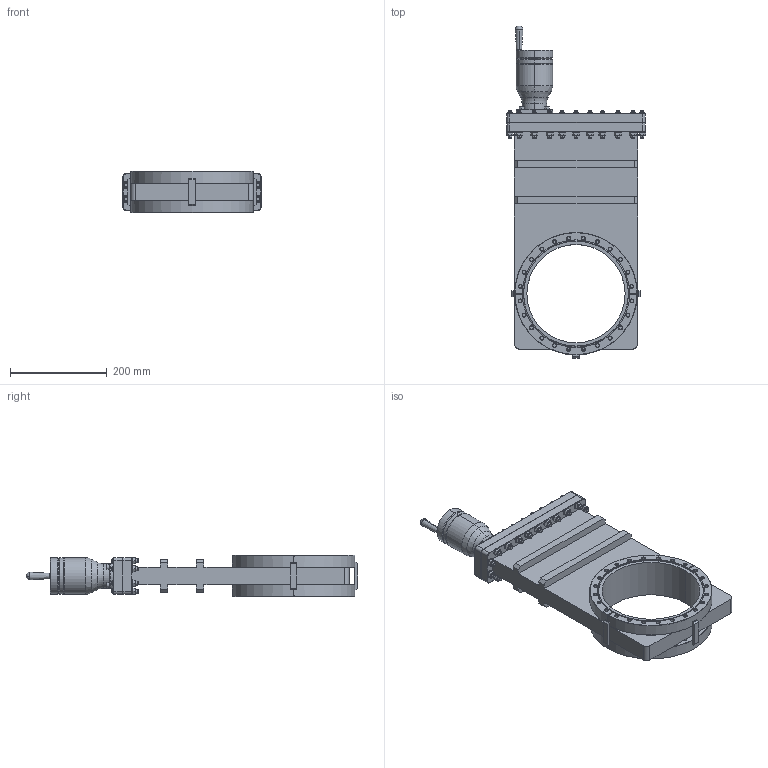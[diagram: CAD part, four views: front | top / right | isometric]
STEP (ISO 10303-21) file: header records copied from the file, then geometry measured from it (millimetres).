
FILE_DESCRIPTION (( 'STEP AP214' ), '1' );
FILE_NAME ('TLG8000_MANUAL_GATE_VALVE_METAL_SEAL_BONNET.STEP', '2020-03-18T01:10:11', ( 'admin' ), ( 'Microsoft' ), 'SwSTEP 2.0', 'SolidWorks 2016', '' );
FILE_SCHEMA (( 'AUTOMOTIVE_DESIGN' ));
Length unit declared in the file: inch
Products named in the file (1): TLG8000_MANUAL_GATE_VALVE_METAL_SEAL_BONNET
Bounding box: 287.51 x 686.54 x 84.96 mm (x, y, z)
Volume: 5362282.1 mm3; surface area: 485564 mm2
Topology: 4 solids, 4 shells, 1774 faces, 4081 edges, 2454 vertices
Faces by surface type: plane 982, cone 496, cylinder 278, torus 14, bspline 2, sphere 2
Entity records: 51944 total; most frequent: CARTESIAN_POINT 12172, DIRECTION 8247, ORIENTED_EDGE 8152, EDGE_CURVE 4076, AXIS2_PLACEMENT_3D 2962, VERTEX_POINT 2451, LINE 2323, VECTOR 2323
